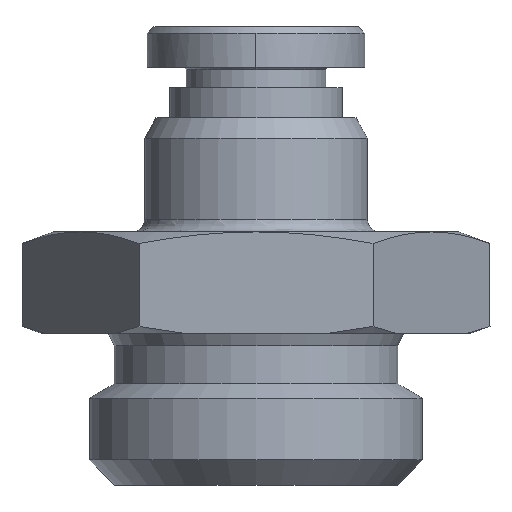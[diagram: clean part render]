
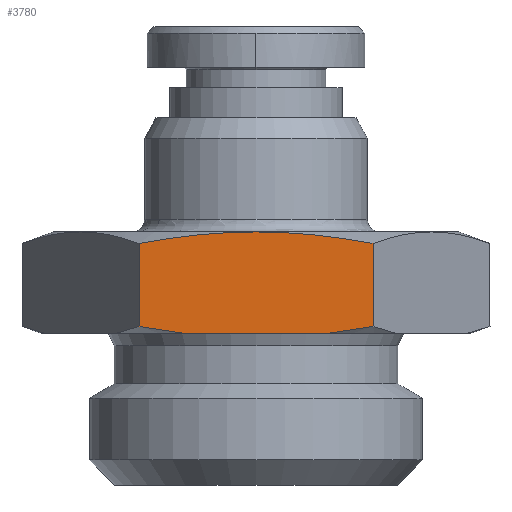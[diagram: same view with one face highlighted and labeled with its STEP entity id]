
A CAD part, left-side view. The second image highlights one B-rep face of the part: STEP entity #3780.
In plain terms, the highlighted face is planar.
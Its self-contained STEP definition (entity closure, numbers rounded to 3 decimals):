
#370 = CARTESIAN_POINT ( 'NONE',  ( -2.872, 8., 1.65 ) ) ;
#485 = ORIENTED_EDGE ( 'NONE', *, *, #12688, .F. ) ;
#759 = ORIENTED_EDGE ( 'NONE', *, *, #5846, .T. ) ;
#1005 = VERTEX_POINT ( 'NONE', #12968 ) ;
#1043 = EDGE_CURVE ( 'NONE', #7150, #13929, #11819, .T. ) ;
#1313 = CARTESIAN_POINT ( 'NONE',  ( -4.619, 8., 5.2 ) ) ;
#2268 = CARTESIAN_POINT ( 'NONE',  ( -4.619, 8., 1.65 ) ) ;
#2356 = VECTOR ( 'NONE', #12034, 1000. ) ;
#2449 = DIRECTION ( 'NONE',  ( -1., 0., 0. ) ) ;
#3137 = AXIS2_PLACEMENT_3D ( 'NONE', #3335, #5515, #14984 ) ;
#3281 = LINE ( 'NONE', #9678, #2356 ) ;
#3335 = CARTESIAN_POINT ( 'NONE',  ( -4.619, 8., 1.65 ) ) ;
#3412 = B_SPLINE_CURVE_WITH_KNOTS ( 'NONE', 3,
 ( #370, #11042, #12225, #7559 ),
 .UNSPECIFIED., .F., .F.,
 ( 4, 4 ),
 ( 0., 0.002 ),
 .UNSPECIFIED. ) ;
#3530 = DIRECTION ( 'NONE',  ( 0., 0., -1. ) ) ;
#3611 = B_SPLINE_CURVE_WITH_KNOTS ( 'NONE', 3,
 ( #3645, #3739, #9429, #5979, #8444, #11888 ),
 .UNSPECIFIED., .F., .F.,
 ( 4, 2, 4 ),
 ( 0., 0.002, 0.005 ),
 .UNSPECIFIED. ) ;
#3645 = CARTESIAN_POINT ( 'NONE',  ( 0., 8., 5.65 ) ) ;
#3682 = FACE_OUTER_BOUND ( 'NONE', #11715, .T. ) ;
#3739 = CARTESIAN_POINT ( 'NONE',  ( -0.777, 8., 5.65 ) ) ;
#3780 = ADVANCED_FACE ( 'NONE', ( #3682 ), #4376, .T. ) ;
#4376 = PLANE ( 'NONE',  #3137 ) ;
#4588 = VERTEX_POINT ( 'NONE', #6746 ) ;
#5183 = EDGE_CURVE ( 'NONE', #4588, #12019, #12676, .T. ) ;
#5452 = ORIENTED_EDGE ( 'NONE', *, *, #12169, .T. ) ;
#5515 = DIRECTION ( 'NONE',  ( 0., 1., 0. ) ) ;
#5846 = EDGE_CURVE ( 'NONE', #8784, #13886, #6090, .T. ) ;
#5979 = CARTESIAN_POINT ( 'NONE',  ( -3.089, 8., 5.452 ) ) ;
#6088 = CARTESIAN_POINT ( 'NONE',  ( 2.872, 8., 1.65 ) ) ;
#6090 = B_SPLINE_CURVE_WITH_KNOTS ( 'NONE', 3,
 ( #14413, #14460, #7466, #6088 ),
 .UNSPECIFIED., .F., .F.,
 ( 4, 4 ),
 ( 0., 0.002 ),
 .UNSPECIFIED. ) ;
#6560 = ORIENTED_EDGE ( 'NONE', *, *, #9769, .T. ) ;
#6746 = CARTESIAN_POINT ( 'NONE',  ( 4.619, 8., 5.2 ) ) ;
#7150 = VERTEX_POINT ( 'NONE', #1313 ) ;
#7466 = CARTESIAN_POINT ( 'NONE',  ( 3.457, 8., 1.722 ) ) ;
#7559 = CARTESIAN_POINT ( 'NONE',  ( -4.619, 8., 1.918 ) ) ;
#7685 = CARTESIAN_POINT ( 'NONE',  ( 2.872, 8., 1.65 ) ) ;
#7837 = CARTESIAN_POINT ( 'NONE',  ( -4.619, 8., 1.918 ) ) ;
#8143 = CARTESIAN_POINT ( 'NONE',  ( 4.619, 8., 5.2 ) ) ;
#8444 = CARTESIAN_POINT ( 'NONE',  ( -3.855, 8., 5.339 ) ) ;
#8784 = VERTEX_POINT ( 'NONE', #10835 ) ;
#9339 = EDGE_CURVE ( 'NONE', #4588, #8784, #3281, .T. ) ;
#9429 = CARTESIAN_POINT ( 'NONE',  ( -1.55, 8., 5.608 ) ) ;
#9551 = CARTESIAN_POINT ( 'NONE',  ( -4.619, 8., 1.65 ) ) ;
#9678 = CARTESIAN_POINT ( 'NONE',  ( 4.619, 8., 1.65 ) ) ;
#9769 = EDGE_CURVE ( 'NONE', #1005, #13929, #3412, .T. ) ;
#10028 = VECTOR ( 'NONE', #2449, 1000. ) ;
#10224 = LINE ( 'NONE', #9551, #10028 ) ;
#10576 = ORIENTED_EDGE ( 'NONE', *, *, #9339, .T. ) ;
#10672 = CARTESIAN_POINT ( 'NONE',  ( 1.55, 8., 5.608 ) ) ;
#10835 = CARTESIAN_POINT ( 'NONE',  ( 4.619, 8., 1.918 ) ) ;
#10999 = ORIENTED_EDGE ( 'NONE', *, *, #1043, .F. ) ;
#11042 = CARTESIAN_POINT ( 'NONE',  ( -3.457, 8., 1.722 ) ) ;
#11715 = EDGE_LOOP ( 'NONE', ( #759, #5452, #6560, #10999, #485, #12002, #10576 ) ) ;
#11750 = CARTESIAN_POINT ( 'NONE',  ( 0., 8., 5.65 ) ) ;
#11819 = LINE ( 'NONE', #2268, #12938 ) ;
#11851 = CARTESIAN_POINT ( 'NONE',  ( 3.089, 8., 5.452 ) ) ;
#11888 = CARTESIAN_POINT ( 'NONE',  ( -4.619, 8., 5.2 ) ) ;
#12002 = ORIENTED_EDGE ( 'NONE', *, *, #5183, .F. ) ;
#12019 = VERTEX_POINT ( 'NONE', #11750 ) ;
#12034 = DIRECTION ( 'NONE',  ( 0., 0., -1. ) ) ;
#12169 = EDGE_CURVE ( 'NONE', #13886, #1005, #10224, .T. ) ;
#12225 = CARTESIAN_POINT ( 'NONE',  ( -4.039, 8., 1.813 ) ) ;
#12676 = B_SPLINE_CURVE_WITH_KNOTS ( 'NONE', 3,
 ( #8143, #15299, #11851, #10672, #14119, #13001 ),
 .UNSPECIFIED., .F., .F.,
 ( 4, 2, 4 ),
 ( 0., 0.002, 0.005 ),
 .UNSPECIFIED. ) ;
#12688 = EDGE_CURVE ( 'NONE', #12019, #7150, #3611, .T. ) ;
#12938 = VECTOR ( 'NONE', #3530, 1000. ) ;
#12968 = CARTESIAN_POINT ( 'NONE',  ( -2.872, 8., 1.65 ) ) ;
#13001 = CARTESIAN_POINT ( 'NONE',  ( 0., 8., 5.65 ) ) ;
#13886 = VERTEX_POINT ( 'NONE', #7685 ) ;
#13929 = VERTEX_POINT ( 'NONE', #7837 ) ;
#14119 = CARTESIAN_POINT ( 'NONE',  ( 0.777, 8., 5.65 ) ) ;
#14413 = CARTESIAN_POINT ( 'NONE',  ( 4.619, 8., 1.918 ) ) ;
#14460 = CARTESIAN_POINT ( 'NONE',  ( 4.039, 8., 1.813 ) ) ;
#14984 = DIRECTION ( 'NONE',  ( 0., 0., 1. ) ) ;
#15299 = CARTESIAN_POINT ( 'NONE',  ( 3.855, 8., 5.339 ) ) ;
